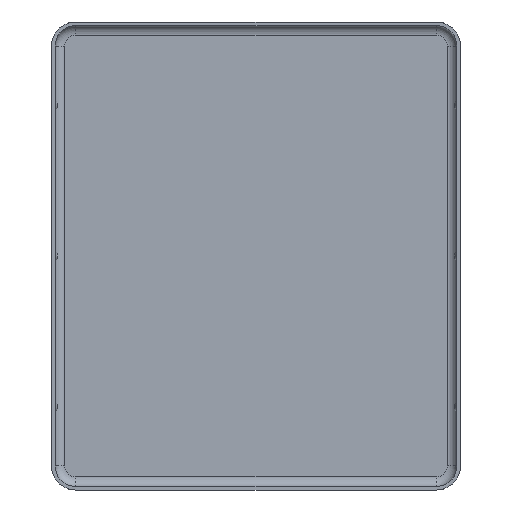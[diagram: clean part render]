
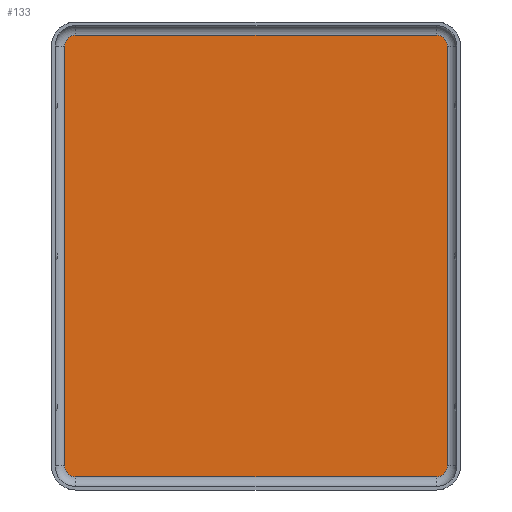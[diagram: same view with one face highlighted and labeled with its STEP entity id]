
A CAD part, front view. The second image highlights one B-rep face of the part: STEP entity #133.
In plain terms, the highlighted planar face has unit normal (0, -1, 0).
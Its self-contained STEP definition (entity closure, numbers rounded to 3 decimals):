
#133 = ADVANCED_FACE( 'NONE', ( #284 ), #285, .T. );
#284 = FACE_OUTER_BOUND( '', #511, .T. );
#285 = PLANE( '', #512 );
#511 = EDGE_LOOP( '', ( #817, #818, #819, #820, #821, #822, #823, #824 ) );
#512 = AXIS2_PLACEMENT_3D( '', #825, #826, #827 );
#817 = ORIENTED_EDGE( '', *, *, #992, .F. );
#818 = ORIENTED_EDGE( '', *, *, #1050, .F. );
#819 = ORIENTED_EDGE( '', *, *, #1002, .F. );
#820 = ORIENTED_EDGE( '', *, *, #1019, .T. );
#821 = ORIENTED_EDGE( '', *, *, #987, .T. );
#822 = ORIENTED_EDGE( '', *, *, #960, .F. );
#823 = ORIENTED_EDGE( '', *, *, #1006, .T. );
#824 = ORIENTED_EDGE( '', *, *, #995, .T. );
#825 = CARTESIAN_POINT( '', ( 14.95, 0., -17.375 ) );
#826 = DIRECTION( '', ( 0., -1., 0. ) );
#827 = DIRECTION( '', ( 0., 0., -1. ) );
#960 = EDGE_CURVE( 'NONE', #1109, #1111, #1112, .F. );
#987 = EDGE_CURVE( 'NONE', #1156, #1111, #1157, .T. );
#992 = EDGE_CURVE( 'NONE', #1162, #1164, #1165, .T. );
#995 = EDGE_CURVE( 'NONE', #1168, #1164, #1169, .T. );
#1002 = EDGE_CURVE( 'NONE', #1178, #1180, #1181, .T. );
#1006 = EDGE_CURVE( 'NONE', #1109, #1168, #1185, .T. );
#1019 = EDGE_CURVE( 'NONE', #1178, #1156, #1200, .T. );
#1050 = EDGE_CURVE( 'NONE', #1180, #1162, #1243, .F. );
#1109 = VERTEX_POINT( 'NONE', #1338 );
#1111 = VERTEX_POINT( 'NONE', #1340 );
#1112 = CIRCLE( '', #1341, 0.9 );
#1156 = VERTEX_POINT( 'NONE', #1421 );
#1157 = LINE( '', #1422, #1423 );
#1162 = VERTEX_POINT( 'NONE', #1429 );
#1164 = VERTEX_POINT( 'NONE', #1431 );
#1165 = LINE( '', #1432, #1433 );
#1168 = VERTEX_POINT( 'NONE', #1436 );
#1169 = CIRCLE( '', #1437, 0.9 );
#1178 = VERTEX_POINT( 'NONE', #1447 );
#1180 = VERTEX_POINT( 'NONE', #1449 );
#1181 = LINE( '', #1450, #1451 );
#1185 = LINE( '', #1456, #1457 );
#1200 = CIRCLE( '', #1500, 0.9 );
#1243 = CIRCLE( '', #1577, 0.9 );
#1338 = CARTESIAN_POINT( '', ( -15.85, 0., 17.4 ) );
#1340 = CARTESIAN_POINT( '', ( -14.95, 0., 18.3 ) );
#1341 = AXIS2_PLACEMENT_3D( '', #1645, #1646, #1647 );
#1421 = CARTESIAN_POINT( '', ( 14.95, 0., 18.3 ) );
#1422 = CARTESIAN_POINT( '', ( 14.95, 0., 18.3 ) );
#1423 = VECTOR( '', #1685, 1000. );
#1429 = CARTESIAN_POINT( '', ( 14.95, 0., -18.3 ) );
#1431 = CARTESIAN_POINT( '', ( -14.95, 0., -18.3 ) );
#1432 = CARTESIAN_POINT( '', ( 14.95, 0., -18.3 ) );
#1433 = VECTOR( '', #1693, 1000. );
#1436 = CARTESIAN_POINT( '', ( -15.85, 0., -17.4 ) );
#1437 = AXIS2_PLACEMENT_3D( '', #1697, #1698, #1699 );
#1447 = CARTESIAN_POINT( '', ( 15.85, 0., 17.4 ) );
#1449 = CARTESIAN_POINT( '', ( 15.85, 0., -17.4 ) );
#1450 = CARTESIAN_POINT( '', ( 15.85, 0., 0. ) );
#1451 = VECTOR( '', #1710, 1000. );
#1456 = CARTESIAN_POINT( '', ( -15.85, 0., 0. ) );
#1457 = VECTOR( '', #1715, 1000. );
#1500 = AXIS2_PLACEMENT_3D( '', #1730, #1731, #1732 );
#1577 = AXIS2_PLACEMENT_3D( '', #1768, #1769, #1770 );
#1645 = CARTESIAN_POINT( '', ( -14.95, 0., 17.4 ) );
#1646 = DIRECTION( '', ( 0., -1., 0. ) );
#1647 = DIRECTION( '', ( 0., 0., -1. ) );
#1685 = DIRECTION( '', ( -1., 0., 0. ) );
#1693 = DIRECTION( '', ( -1., 0., 0. ) );
#1697 = CARTESIAN_POINT( '', ( -14.95, 0., -17.4 ) );
#1698 = DIRECTION( '', ( 0., -1., 0. ) );
#1699 = DIRECTION( '', ( 0., 0., -1. ) );
#1710 = DIRECTION( '', ( 0., 0., -1. ) );
#1715 = DIRECTION( '', ( 0., 0., -1. ) );
#1730 = CARTESIAN_POINT( '', ( 14.95, 0., 17.4 ) );
#1731 = DIRECTION( '', ( 0., -1., 0. ) );
#1732 = DIRECTION( '', ( 0., 0., -1. ) );
#1768 = CARTESIAN_POINT( '', ( 14.95, 0., -17.4 ) );
#1769 = DIRECTION( '', ( 0., -1., 0. ) );
#1770 = DIRECTION( '', ( 0., 0., -1. ) );
